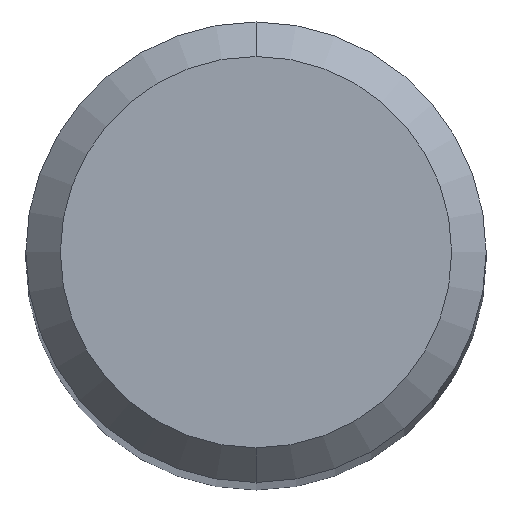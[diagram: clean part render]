
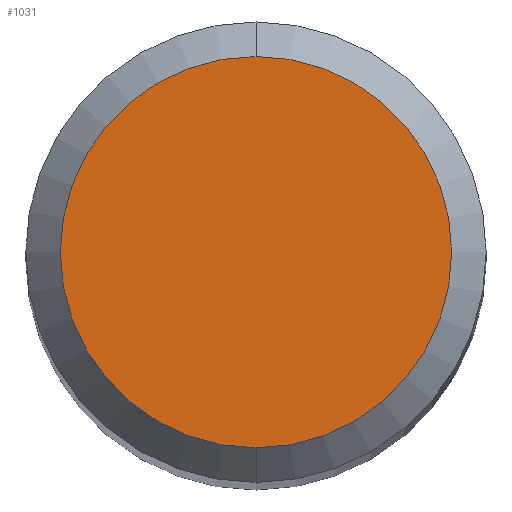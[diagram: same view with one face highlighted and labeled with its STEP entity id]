
A CAD part, top view. The second image highlights one B-rep face of the part: STEP entity #1031.
In plain terms, the highlighted planar face has unit normal (0, 0, 1).
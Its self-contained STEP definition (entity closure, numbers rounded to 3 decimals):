
#499=VERTEX_POINT('',#1258);
#535=EDGE_CURVE('',#979,#499,#1297,.T.);
#979=VERTEX_POINT('',#1783);
#1027=EDGE_CURVE('',#499,#979,#1835,.T.);
#1031=ADVANCED_FACE('',(#1840),#1841,.T.);
#1258=CARTESIAN_POINT('',(0.,-1.7,0.0));
#1297=CIRCLE('',#2462,1.7);
#1783=CARTESIAN_POINT('',(0.0,1.7,0.0));
#1835=CIRCLE('',#4382,1.7);
#1840=FACE_OUTER_BOUND('',#4442,.T.);
#1841=PLANE('',#4443);
#2462=AXIS2_PLACEMENT_3D('',#5079,#5080,#5081);
#4382=AXIS2_PLACEMENT_3D('',#5648,#5649,#5650);
#4442=EDGE_LOOP('',(#5662,#5663));
#4443=AXIS2_PLACEMENT_3D('',#5664,#5665,#5666);
#5079=CARTESIAN_POINT('',(0.0,0.0,0.0));
#5080=DIRECTION('',(0.0,0.0,-1.0));
#5081=DIRECTION('',(0.0,1.0,0.0));
#5648=CARTESIAN_POINT('',(0.0,0.0,0.0));
#5649=DIRECTION('',(0.0,0.0,-1.0));
#5650=DIRECTION('',(0.0,1.0,0.0));
#5662=ORIENTED_EDGE('',*,*,#535,.F.);
#5663=ORIENTED_EDGE('',*,*,#1027,.F.);
#5664=CARTESIAN_POINT('',(0.0,0.85,0.0));
#5665=DIRECTION('',(-0.0,0.0,1.0));
#5666=DIRECTION('',(0.0,-1.0,0.0));
